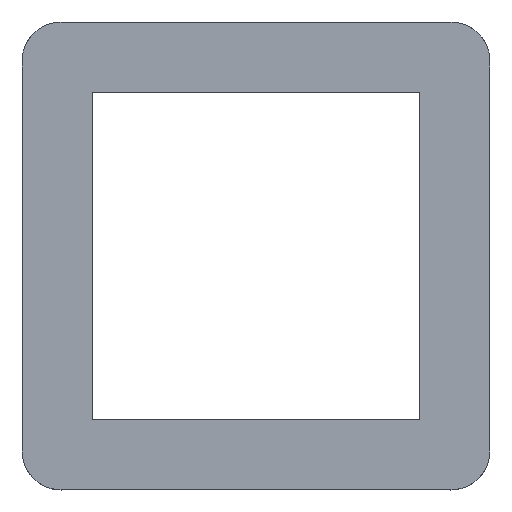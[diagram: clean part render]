
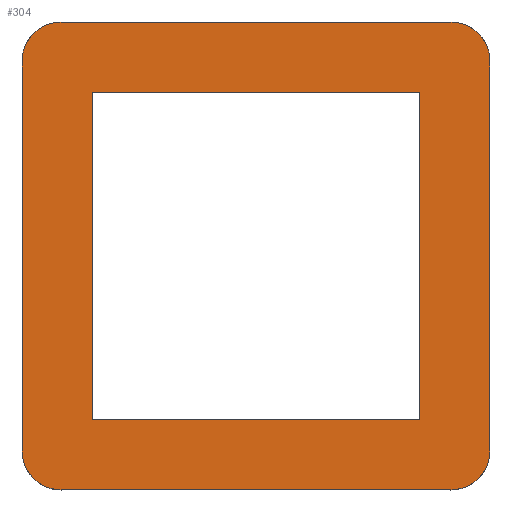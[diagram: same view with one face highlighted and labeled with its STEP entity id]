
A CAD part, top view. The second image highlights one B-rep face of the part: STEP entity #304.
In plain terms, the highlighted planar face has unit normal (0, 0, 1).
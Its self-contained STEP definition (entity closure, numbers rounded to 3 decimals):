
#49=CARTESIAN_POINT('',(15.,-12.5,7.0));
#50=VERTEX_POINT('',#49);
#51=CARTESIAN_POINT('',(15.,12.5,7.0));
#52=VERTEX_POINT('',#51);
#53=CARTESIAN_POINT('',(15.,-12.5,7.0));
#54=DIRECTION('',(0.0,1.0,0.0));
#55=VECTOR('',#54,25.0);
#56=LINE('',#53,#55);
#57=EDGE_CURVE('',#50,#52,#56,.T.);
#89=CARTESIAN_POINT('',(12.5,15.,7.0));
#90=VERTEX_POINT('',#89);
#125=CARTESIAN_POINT('',(-12.5,15.,7.0));
#126=VERTEX_POINT('',#125);
#133=CARTESIAN_POINT('',(12.5,15.,7.0));
#134=DIRECTION('',(-1.0,0.0,0.0));
#135=VECTOR('',#134,25.);
#136=LINE('',#133,#135);
#137=EDGE_CURVE('',#90,#126,#136,.T.);
#148=CARTESIAN_POINT('',(-15.,-12.5,7.0));
#149=VERTEX_POINT('',#148);
#156=CARTESIAN_POINT('',(-15.,12.5,7.0));
#157=VERTEX_POINT('',#156);
#158=CARTESIAN_POINT('',(-15.,12.5,7.0));
#159=DIRECTION('',(0.0,-1.0,0.0));
#160=VECTOR('',#159,25.);
#161=LINE('',#158,#160);
#162=EDGE_CURVE('',#157,#149,#161,.T.);
#178=CARTESIAN_POINT('',(-12.5,-15.,7.0));
#179=VERTEX_POINT('',#178);
#214=CARTESIAN_POINT('',(12.5,-15.,7.0));
#215=VERTEX_POINT('',#214);
#222=CARTESIAN_POINT('',(-12.5,-15.,7.0));
#223=DIRECTION('',(1.0,0.0,0.0));
#224=VECTOR('',#223,25.);
#225=LINE('',#222,#224);
#226=EDGE_CURVE('',#179,#215,#225,.T.);
#231=CARTESIAN_POINT('',(-16.5,-16.5,7.0));
#232=DIRECTION('',(0.0,0.0,1.0));
#233=DIRECTION('',(1.0,0.0,0.0));
#234=AXIS2_PLACEMENT_3D('',#231,#232,#233);
#235=PLANE('',#234);
#236=ORIENTED_EDGE('',*,*,#162,.T.);
#237=CARTESIAN_POINT('',(-12.5,-12.5,7.0));
#238=DIRECTION('',(0.0,0.0,1.0));
#239=DIRECTION('',(1.0,0.0,0.0));
#240=AXIS2_PLACEMENT_3D('',#237,#238,#239);
#241=CIRCLE('',#240,2.5);
#242=EDGE_CURVE('',#149,#179,#241,.T.);
#243=ORIENTED_EDGE('',*,*,#242,.T.);
#244=ORIENTED_EDGE('',*,*,#226,.T.);
#245=CARTESIAN_POINT('',(12.5,-12.5,7.0));
#246=DIRECTION('',(0.0,0.0,1.0));
#247=DIRECTION('',(1.0,0.0,0.0));
#248=AXIS2_PLACEMENT_3D('',#245,#246,#247);
#249=CIRCLE('',#248,2.5);
#250=EDGE_CURVE('',#215,#50,#249,.T.);
#251=ORIENTED_EDGE('',*,*,#250,.T.);
#252=ORIENTED_EDGE('',*,*,#57,.T.);
#253=CARTESIAN_POINT('',(12.5,12.5,7.0));
#254=DIRECTION('',(0.0,0.0,1.0));
#255=DIRECTION('',(1.0,0.0,0.0));
#256=AXIS2_PLACEMENT_3D('',#253,#254,#255);
#257=CIRCLE('',#256,2.5);
#258=EDGE_CURVE('',#52,#90,#257,.T.);
#259=ORIENTED_EDGE('',*,*,#258,.T.);
#260=ORIENTED_EDGE('',*,*,#137,.T.);
#261=CARTESIAN_POINT('',(-12.5,12.5,7.0));
#262=DIRECTION('',(0.0,0.0,1.0));
#263=DIRECTION('',(1.0,0.0,0.0));
#264=AXIS2_PLACEMENT_3D('',#261,#262,#263);
#265=CIRCLE('',#264,2.5);
#266=EDGE_CURVE('',#126,#157,#265,.T.);
#267=ORIENTED_EDGE('',*,*,#266,.T.);
#268=EDGE_LOOP('',(#236,#243,#244,#251,#252,#259,#260,#267));
#269=FACE_OUTER_BOUND('',#268,.T.);
#270=CARTESIAN_POINT('',(10.5,-10.5,7.0));
#271=VERTEX_POINT('',#270);
#272=CARTESIAN_POINT('',(10.5,10.5,7.0));
#273=VERTEX_POINT('',#272);
#274=CARTESIAN_POINT('',(10.5,-10.5,7.0));
#275=DIRECTION('',(0.0,1.0,0.0));
#276=VECTOR('',#275,21.0);
#277=LINE('',#274,#276);
#278=EDGE_CURVE('',#271,#273,#277,.T.);
#279=ORIENTED_EDGE('',*,*,#278,.F.);
#280=CARTESIAN_POINT('',(-10.5,-10.5,7.0));
#281=VERTEX_POINT('',#280);
#282=CARTESIAN_POINT('',(-10.5,-10.5,7.0));
#283=DIRECTION('',(1.0,0.0,0.0));
#284=VECTOR('',#283,21.);
#285=LINE('',#282,#284);
#286=EDGE_CURVE('',#281,#271,#285,.T.);
#287=ORIENTED_EDGE('',*,*,#286,.F.);
#288=CARTESIAN_POINT('',(-10.5,10.5,7.0));
#289=VERTEX_POINT('',#288);
#290=CARTESIAN_POINT('',(-10.5,10.5,7.0));
#291=DIRECTION('',(0.0,-1.0,0.0));
#292=VECTOR('',#291,21.0);
#293=LINE('',#290,#292);
#294=EDGE_CURVE('',#289,#281,#293,.T.);
#295=ORIENTED_EDGE('',*,*,#294,.F.);
#296=CARTESIAN_POINT('',(10.5,10.5,7.0));
#297=DIRECTION('',(-1.0,0.0,0.0));
#298=VECTOR('',#297,21.);
#299=LINE('',#296,#298);
#300=EDGE_CURVE('',#273,#289,#299,.T.);
#301=ORIENTED_EDGE('',*,*,#300,.F.);
#302=EDGE_LOOP('',(#279,#287,#295,#301));
#303=FACE_BOUND('',#302,.T.);
#304=ADVANCED_FACE('',(#269,#303),#235,.T.);
